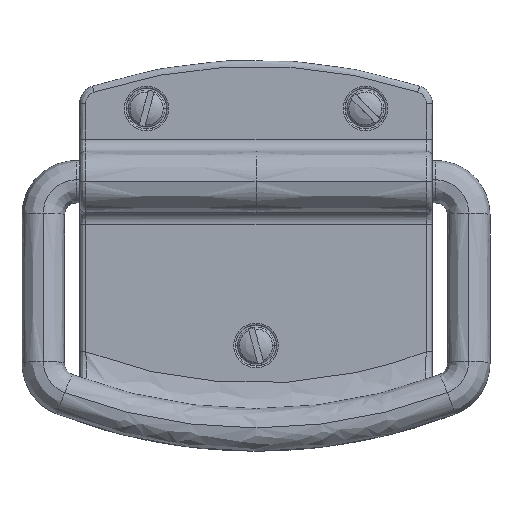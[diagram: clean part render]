
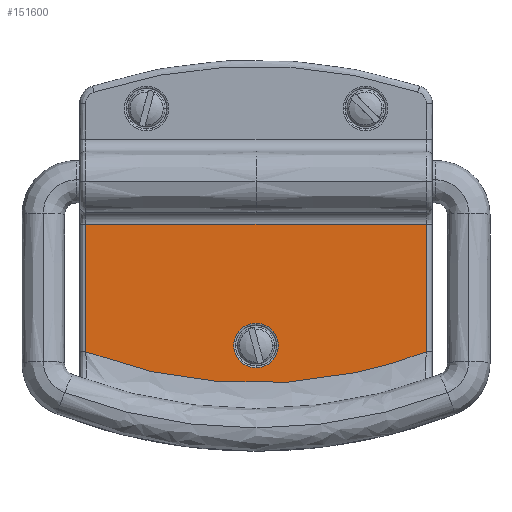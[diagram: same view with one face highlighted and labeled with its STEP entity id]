
A CAD part, top view. The second image highlights one B-rep face of the part: STEP entity #151600.
In plain terms, the highlighted planar face has unit normal (0, 0, 1).
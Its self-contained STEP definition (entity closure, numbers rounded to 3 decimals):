
#99740=CARTESIAN_POINT('',(25.225,33.784,
-3.153));
#99750=VERTEX_POINT('',#99740);
#99980=CARTESIAN_POINT('',(25.224,14.871,
-3.153));
#99990=VERTEX_POINT('',#99980);
#100020=CARTESIAN_POINT('',(25.225,33.784,
-3.153));
#100030=CARTESIAN_POINT('',(25.225,33.741,
-3.153));
#100040=CARTESIAN_POINT('',(25.225,33.699,
-3.153));
#100050=CARTESIAN_POINT('',(25.225,27.548,
-3.153));
#100060=CARTESIAN_POINT('',(25.225,21.439,
-3.153));
#100070=CARTESIAN_POINT('',(25.225,15.177,
-3.153));
#100080=CARTESIAN_POINT('',(25.224,15.024,
-3.153));
#100090=CARTESIAN_POINT('',(25.224,14.871,
-3.153));
#100100=B_SPLINE_CURVE_WITH_KNOTS('',3,(#100020,#100030,#100040,#100050,
#100060,#100070,#100080,#100090),.UNSPECIFIED.,.F.,.F.,(4,2,2,4),(0.,
0.141,20.483,20.994),.UNSPECIFIED.);
#100110=EDGE_CURVE('',#99750,#99990,#100100,.T.);
#106650=CARTESIAN_POINT('',(-25.225,33.784,
-3.153));
#106660=VERTEX_POINT('',#106650);
#125020=CARTESIAN_POINT('',(0.,19.107,-3.153));
#125030=VERTEX_POINT('',#125020);
#125060=CARTESIAN_POINT('',(0.,15.805,-3.153));
#125070=DIRECTION('',(0.,0.,1.));
#125080=DIRECTION('',(0.,1.,0.));
#125090=AXIS2_PLACEMENT_3D('',#125060,#125070,#125080);
#125100=CIRCLE('',#125090,3.302);
#125110=CARTESIAN_POINT('',(0.,12.502,-3.153));
#125120=VERTEX_POINT('',#125110);
#125130=EDGE_CURVE('',#125120,#125030,#125100,.T.);
#131830=CARTESIAN_POINT('',(-25.225,14.872,
-3.153));
#131840=VERTEX_POINT('',#131830);
#136230=CARTESIAN_POINT('',(-25.225,33.784,
-3.153));
#136240=CARTESIAN_POINT('',(-25.225,33.741,
-3.153));
#136250=CARTESIAN_POINT('',(-25.225,33.699,
-3.153));
#136260=CARTESIAN_POINT('',(-25.225,27.437,
-3.153));
#136270=CARTESIAN_POINT('',(-25.225,21.218,
-3.153));
#136280=CARTESIAN_POINT('',(-25.225,14.956,
-3.153));
#136290=CARTESIAN_POINT('',(-25.225,14.914,
-3.153));
#136300=CARTESIAN_POINT('',(-25.225,14.872,
-3.153));
#136310=B_SPLINE_CURVE_WITH_KNOTS('',3,(#136230,#136240,#136250,#136260,
#136270,#136280,#136290,#136300),.UNSPECIFIED.,.F.,.F.,(4,2,2,4),(0.,
0.141,20.851,20.993),.UNSPECIFIED.);
#136320=EDGE_CURVE('',#106660,#131840,#136310,.T.);
#150900=CARTESIAN_POINT('',(-26.126,15.222,
-3.153));
#150910=CARTESIAN_POINT('',(-24.467,14.564,
-3.153));
#150920=CARTESIAN_POINT('',(-22.79,13.956,
-3.153));
#150930=CARTESIAN_POINT('',(-21.094,13.399,
-3.153));
#150940=CARTESIAN_POINT('',(-19.383,12.893,
-3.153));
#150950=CARTESIAN_POINT('',(-17.657,12.44,
-3.153));
#150960=CARTESIAN_POINT('',(-15.483,11.938,
-3.153));
#150970=CARTESIAN_POINT('',(-15.048,11.841,
-3.153));
#150980=CARTESIAN_POINT('',(-14.611,11.747,
-3.153));
#150990=CARTESIAN_POINT('',(-14.175,11.657,
-3.153));
#151000=CARTESIAN_POINT('',(-13.737,11.57,
-3.153));
#151010=CARTESIAN_POINT('',(-11.985,11.235,
-3.153));
#151020=CARTESIAN_POINT('',(-10.666,11.014,
-3.153));
#151030=CARTESIAN_POINT('',(-9.342,10.822,
-3.153));
#151040=CARTESIAN_POINT('',(-8.013,10.661,
-3.153));
#151050=CARTESIAN_POINT('',(-6.681,10.529,
-3.153));
#151060=CARTESIAN_POINT('',(-4.457,10.361,
-3.153));
#151070=CARTESIAN_POINT('',(-3.566,10.307,
-3.153));
#151080=CARTESIAN_POINT('',(-2.675,10.267,
-3.153));
#151090=CARTESIAN_POINT('',(-1.783,10.24,
-3.153));
#151100=CARTESIAN_POINT('',(-0.892,10.226,
-3.153));
#151110=CARTESIAN_POINT('',(0.892,10.226,
-3.153));
#151120=CARTESIAN_POINT('',(1.783,10.24,
-3.153));
#151130=CARTESIAN_POINT('',(2.675,10.267,
-3.153));
#151140=CARTESIAN_POINT('',(3.566,10.307,
-3.153));
#151150=CARTESIAN_POINT('',(4.457,10.361,
-3.153));
#151160=CARTESIAN_POINT('',(6.681,10.529,
-3.153));
#151170=CARTESIAN_POINT('',(8.013,10.661,
-3.153));
#151180=CARTESIAN_POINT('',(9.342,10.822,
-3.153));
#151190=CARTESIAN_POINT('',(10.666,11.014,
-3.153));
#151200=CARTESIAN_POINT('',(11.985,11.235,
-3.153));
#151210=CARTESIAN_POINT('',(13.737,11.57,
-3.153));
#151220=CARTESIAN_POINT('',(14.175,11.657,
-3.153));
#151230=CARTESIAN_POINT('',(14.611,11.747,
-3.153));
#151240=CARTESIAN_POINT('',(15.048,11.841,
-3.153));
#151250=CARTESIAN_POINT('',(15.483,11.938,
-3.153));
#151260=CARTESIAN_POINT('',(17.657,12.44,
-3.153));
#151270=CARTESIAN_POINT('',(19.383,12.893,
-3.153));
#151280=CARTESIAN_POINT('',(21.094,13.399,
-3.153));
#151290=CARTESIAN_POINT('',(22.79,13.956,
-3.153));
#151300=CARTESIAN_POINT('',(24.467,14.564,
-3.153));
#151310=CARTESIAN_POINT('',(26.126,15.222,
-3.153));
#151320=B_SPLINE_CURVE_WITH_KNOTS('',6,(#150900,#150910,#150920,#150930,
#150940,#150950,#150960,#150970,#150980,#150990,#151000,#151010,#151020,
#151030,#151040,#151050,#151060,#151070,#151080,#151090,#151100,#151110,
#151120,#151130,#151140,#151150,#151160,#151170,#151180,#151190,#151200,
#151210,#151220,#151230,#151240,#151250,#151260,#151270,#151280,#151290,
#151300,#151310),.UNSPECIFIED.,.F.,.F.,(7,5,5,5,5,5,5,5,7),(0.,0.2,0.25,
0.4,0.5,0.6,0.75,0.8,1.),.UNSPECIFIED.);
#151330=EDGE_CURVE('',#131840,#99990,#151320,.T.);
#151390=CARTESIAN_POINT('',(4.258,33.56,
-3.153));
#151400=DIRECTION('',(0.,0.,1.));
#151410=DIRECTION('',(1.,0.,0.));
#151420=AXIS2_PLACEMENT_3D('',#151390,#151400,#151410);
#151430=PLANE('',#151420);
#151440=ORIENTED_EDGE('',*,*,#151330,.T.);
#151450=ORIENTED_EDGE('',*,*,#136320,.T.);
#151460=CARTESIAN_POINT('',(0.,33.784,-3.153));
#151470=DIRECTION('',(-1.,0.,0.));
#151480=VECTOR('',#151470,0.901);
#151490=LINE('',#151460,#151480);
#151500=EDGE_CURVE('',#99750,#106660,#151490,.T.);
#151510=ORIENTED_EDGE('',*,*,#151500,.T.);
#151520=ORIENTED_EDGE('',*,*,#100110,.F.);
#151530=EDGE_LOOP('',(#151520,#151510,#151450,#151440));
#151540=FACE_OUTER_BOUND('',#151530,.T.);
#151550=EDGE_CURVE('',#125030,#125120,#125100,.T.);
#151560=ORIENTED_EDGE('',*,*,#151550,.F.);
#151570=ORIENTED_EDGE('',*,*,#125130,.F.);
#151580=EDGE_LOOP('',(#151570,#151560));
#151590=FACE_BOUND('',#151580,.T.);
#151600=ADVANCED_FACE('',(#151540,#151590),#151430,.T.);
